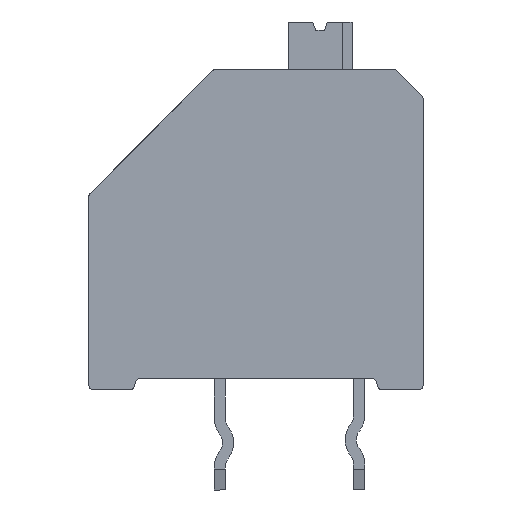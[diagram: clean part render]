
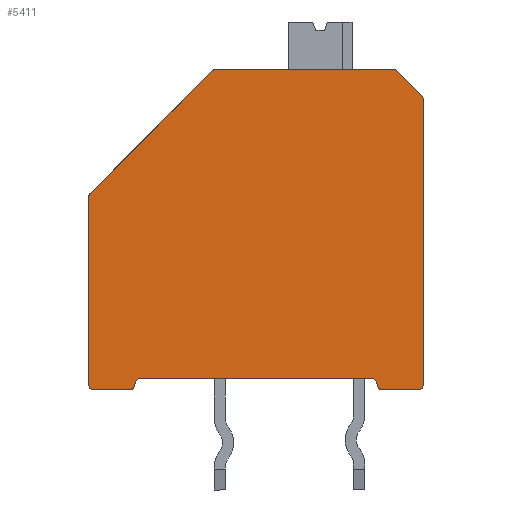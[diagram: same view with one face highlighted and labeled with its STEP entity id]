
A CAD part, front view. The second image highlights one B-rep face of the part: STEP entity #5411.
In plain terms, the highlighted planar face has unit normal (0, -1, 0).
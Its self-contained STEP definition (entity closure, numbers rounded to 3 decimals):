
#260=PLANE('',#5824);
#381=CIRCLE('',#5714,0.17);
#382=CIRCLE('',#5718,0.17);
#384=CIRCLE('',#5722,0.17);
#386=CIRCLE('',#5726,0.17);
#388=CIRCLE('',#5730,0.17);
#390=CIRCLE('',#5734,0.17);
#392=CIRCLE('',#5738,0.17);
#394=CIRCLE('',#5742,0.17);
#396=CIRCLE('',#5746,0.17);
#398=CIRCLE('',#5750,0.17);
#1515=ORIENTED_EDGE('',*,*,#1930,.T.);
#1516=ORIENTED_EDGE('',*,*,#1937,.F.);
#1517=ORIENTED_EDGE('',*,*,#1916,.F.);
#1518=ORIENTED_EDGE('',*,*,#1992,.F.);
#1519=ORIENTED_EDGE('',*,*,#1989,.T.);
#1520=ORIENTED_EDGE('',*,*,#1986,.F.);
#1521=ORIENTED_EDGE('',*,*,#1983,.T.);
#1522=ORIENTED_EDGE('',*,*,#1980,.F.);
#1523=ORIENTED_EDGE('',*,*,#1977,.T.);
#1524=ORIENTED_EDGE('',*,*,#1974,.T.);
#1525=ORIENTED_EDGE('',*,*,#1971,.T.);
#1526=ORIENTED_EDGE('',*,*,#1964,.T.);
#1527=ORIENTED_EDGE('',*,*,#1961,.T.);
#1528=ORIENTED_EDGE('',*,*,#1958,.F.);
#1529=ORIENTED_EDGE('',*,*,#1955,.T.);
#1530=ORIENTED_EDGE('',*,*,#1952,.F.);
#1531=ORIENTED_EDGE('',*,*,#1949,.T.);
#1532=ORIENTED_EDGE('',*,*,#1946,.F.);
#1533=ORIENTED_EDGE('',*,*,#1943,.F.);
#1534=ORIENTED_EDGE('',*,*,#1940,.F.);
#1916=EDGE_CURVE('',#2349,#2350,#2715,.T.);
#1930=EDGE_CURVE('',#2364,#2363,#2728,.T.);
#1937=EDGE_CURVE('',#2350,#2363,#381,.F.);
#1940=EDGE_CURVE('',#2364,#2371,#382,.F.);
#1943=EDGE_CURVE('',#2371,#2373,#2735,.T.);
#1946=EDGE_CURVE('',#2373,#2375,#384,.F.);
#1949=EDGE_CURVE('',#2377,#2375,#2739,.T.);
#1952=EDGE_CURVE('',#2377,#2379,#386,.F.);
#1955=EDGE_CURVE('',#2381,#2379,#2743,.T.);
#1958=EDGE_CURVE('',#2381,#2383,#388,.F.);
#1961=EDGE_CURVE('',#2385,#2383,#2747,.T.);
#1964=EDGE_CURVE('',#2387,#2385,#390,.F.);
#1971=EDGE_CURVE('',#2393,#2387,#2755,.T.);
#1974=EDGE_CURVE('',#2395,#2393,#392,.F.);
#1977=EDGE_CURVE('',#2397,#2395,#2759,.T.);
#1980=EDGE_CURVE('',#2397,#2399,#394,.F.);
#1983=EDGE_CURVE('',#2401,#2399,#2763,.T.);
#1986=EDGE_CURVE('',#2401,#2403,#396,.F.);
#1989=EDGE_CURVE('',#2405,#2403,#2767,.T.);
#1992=EDGE_CURVE('',#2405,#2349,#398,.F.);
#2349=VERTEX_POINT('',#7840);
#2350=VERTEX_POINT('',#7842);
#2363=VERTEX_POINT('',#7869);
#2364=VERTEX_POINT('',#7871);
#2371=VERTEX_POINT('',#7890);
#2373=VERTEX_POINT('',#7896);
#2375=VERTEX_POINT('',#7902);
#2377=VERTEX_POINT('',#7908);
#2379=VERTEX_POINT('',#7914);
#2381=VERTEX_POINT('',#7920);
#2383=VERTEX_POINT('',#7926);
#2385=VERTEX_POINT('',#7932);
#2387=VERTEX_POINT('',#7938);
#2393=VERTEX_POINT('',#7952);
#2395=VERTEX_POINT('',#7958);
#2397=VERTEX_POINT('',#7964);
#2399=VERTEX_POINT('',#7970);
#2401=VERTEX_POINT('',#7976);
#2403=VERTEX_POINT('',#7982);
#2405=VERTEX_POINT('',#7988);
#2715=LINE('',#7841,#3089);
#2728=LINE('',#7870,#3102);
#2735=LINE('',#7895,#3109);
#2739=LINE('',#7907,#3113);
#2743=LINE('',#7919,#3117);
#2747=LINE('',#7931,#3121);
#2755=LINE('',#7951,#3129);
#2759=LINE('',#7963,#3133);
#2763=LINE('',#7975,#3137);
#2767=LINE('',#7987,#3141);
#3089=VECTOR('',#6648,1000.);
#3102=VECTOR('',#6665,1000.);
#3109=VECTOR('',#6690,1000.);
#3113=VECTOR('',#6702,1000.);
#3117=VECTOR('',#6714,1000.);
#3121=VECTOR('',#6726,1000.);
#3129=VECTOR('',#6742,1000.);
#3133=VECTOR('',#6754,1000.);
#3137=VECTOR('',#6766,1000.);
#3141=VECTOR('',#6778,1000.);
#3436=EDGE_LOOP('',(#1515,#1516,#1517,#1518,#1519,#1520,#1521,#1522,#1523,
#1524,#1525,#1526,#1527,#1528,#1529,#1530,#1531,#1532,#1533,#1534));
#3660=FACE_BOUND('',#3436,.T.);
#5411=ADVANCED_FACE('',(#3660),#260,.T.);
#5714=AXIS2_PLACEMENT_3D('',#7884,#6675,#6676);
#5718=AXIS2_PLACEMENT_3D('',#7889,#6683,#6684);
#5722=AXIS2_PLACEMENT_3D('',#7901,#6695,#6696);
#5726=AXIS2_PLACEMENT_3D('',#7913,#6707,#6708);
#5730=AXIS2_PLACEMENT_3D('',#7925,#6719,#6720);
#5734=AXIS2_PLACEMENT_3D('',#7937,#6731,#6732);
#5738=AXIS2_PLACEMENT_3D('',#7957,#6747,#6748);
#5742=AXIS2_PLACEMENT_3D('',#7969,#6759,#6760);
#5746=AXIS2_PLACEMENT_3D('',#7981,#6771,#6772);
#5750=AXIS2_PLACEMENT_3D('',#7993,#6783,#6784);
#5824=AXIS2_PLACEMENT_3D('',#8220,#7000,#7001);
#6648=DIRECTION('',(0.707,0.,0.707));
#6665=DIRECTION('',(-1.,0.,0.));
#6675=DIRECTION('',(0.,-1.,0.));
#6676=DIRECTION('',(0.,0.,-1.));
#6683=DIRECTION('',(0.,-1.,0.));
#6684=DIRECTION('',(0.,0.,-1.));
#6690=DIRECTION('',(0.707,0.,-0.707));
#6695=DIRECTION('',(0.,-1.,0.));
#6696=DIRECTION('',(0.,0.,-1.));
#6702=DIRECTION('',(0.,0.,1.));
#6707=DIRECTION('',(0.,-1.,0.));
#6708=DIRECTION('',(0.,0.,-1.));
#6714=DIRECTION('',(1.,0.,0.));
#6719=DIRECTION('',(0.,-1.,0.));
#6720=DIRECTION('',(0.,0.,-1.));
#6726=DIRECTION('',(0.259,0.,-0.966));
#6731=DIRECTION('',(0.,-1.,0.));
#6732=DIRECTION('',(0.,0.,-1.));
#6742=DIRECTION('',(1.,0.,0.));
#6747=DIRECTION('',(0.,-1.,0.));
#6748=DIRECTION('',(0.,0.,-1.));
#6754=DIRECTION('',(0.259,0.,0.966));
#6759=DIRECTION('',(0.,-1.,0.));
#6760=DIRECTION('',(0.,0.,-1.));
#6766=DIRECTION('',(1.,0.,0.));
#6771=DIRECTION('',(0.,-1.,0.));
#6772=DIRECTION('',(0.,0.,-1.));
#6778=DIRECTION('',(0.,0.,-1.));
#6783=DIRECTION('',(0.,-1.,0.));
#6784=DIRECTION('',(0.,0.,-1.));
#7000=DIRECTION('',(0.,-1.,0.));
#7001=DIRECTION('',(0.,0.,-1.));
#7840=CARTESIAN_POINT('',(0.05,-1.75,6.88));
#7841=CARTESIAN_POINT('',(1.847,-1.75,8.677));
#7842=CARTESIAN_POINT('',(4.45,-1.75,11.28));
#7869=CARTESIAN_POINT('',(4.57,-1.75,11.33));
#7870=CARTESIAN_POINT('',(12.,-1.75,11.33));
#7871=CARTESIAN_POINT('',(10.93,-1.75,11.33));
#7884=CARTESIAN_POINT('',(4.57,-1.75,11.16));
#7889=CARTESIAN_POINT('',(10.93,-1.75,11.16));
#7890=CARTESIAN_POINT('',(11.05,-1.75,11.28));
#7895=CARTESIAN_POINT('',(11.5,-1.75,10.83));
#7896=CARTESIAN_POINT('',(11.95,-1.75,10.38));
#7901=CARTESIAN_POINT('',(11.83,-1.75,10.26));
#7902=CARTESIAN_POINT('',(12.,-1.75,10.26));
#7907=CARTESIAN_POINT('',(12.,-1.75,-0.17));
#7908=CARTESIAN_POINT('',(12.,-1.75,0.));
#7913=CARTESIAN_POINT('',(11.83,-1.75,0.));
#7914=CARTESIAN_POINT('',(11.83,-1.75,-0.17));
#7919=CARTESIAN_POINT('',(0.,-1.75,-0.17));
#7920=CARTESIAN_POINT('',(10.53,-1.75,-0.17));
#7925=CARTESIAN_POINT('',(10.53,-1.75,0.));
#7926=CARTESIAN_POINT('',(10.366,-1.75,-0.044));
#7931=CARTESIAN_POINT('',(10.774,-1.75,-1.566));
#7932=CARTESIAN_POINT('',(10.327,-1.75,0.104));
#7937=CARTESIAN_POINT('',(10.162,-1.75,0.06));
#7938=CARTESIAN_POINT('',(10.162,-1.75,0.23));
#7951=CARTESIAN_POINT('',(10.493,-1.75,0.23));
#7952=CARTESIAN_POINT('',(1.838,-1.75,0.23));
#7957=CARTESIAN_POINT('',(1.838,-1.75,0.06));
#7958=CARTESIAN_POINT('',(1.673,-1.75,0.104));
#7963=CARTESIAN_POINT('',(1.707,-1.75,0.23));
#7964=CARTESIAN_POINT('',(1.634,-1.75,-0.044));
#7969=CARTESIAN_POINT('',(1.47,-1.75,0.));
#7970=CARTESIAN_POINT('',(1.47,-1.75,-0.17));
#7975=CARTESIAN_POINT('',(0.,-1.75,-0.17));
#7976=CARTESIAN_POINT('',(0.17,-1.75,-0.17));
#7981=CARTESIAN_POINT('',(0.17,-1.75,0.));
#7982=CARTESIAN_POINT('',(0.,-1.75,0.));
#7987=CARTESIAN_POINT('',(0.,-1.75,11.33));
#7988=CARTESIAN_POINT('',(0.,-1.75,6.76));
#7993=CARTESIAN_POINT('',(0.17,-1.75,6.76));
#8220=CARTESIAN_POINT('',(0.,-1.75,0.));
